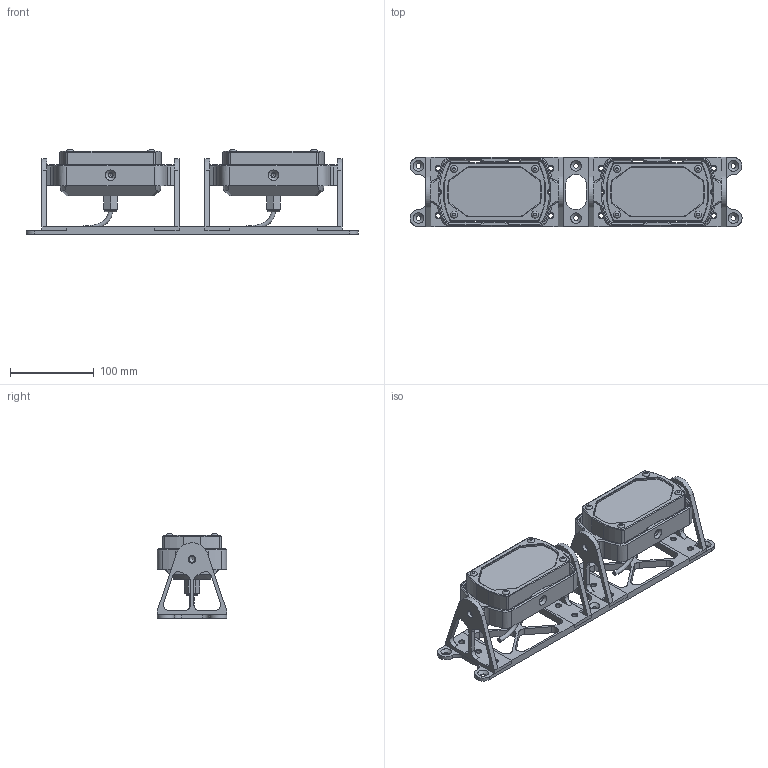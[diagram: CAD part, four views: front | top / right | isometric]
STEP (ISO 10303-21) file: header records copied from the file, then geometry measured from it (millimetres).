
FILE_DESCRIPTION(('FreeCAD Model'),'2;1');
FILE_NAME('Open CASCADE Shape Model','2025-04-26T23:22:50',('FreeCAD'),( 'FreeCAD'),'Open CASCADE STEP processor 7.6','FreeCAD','Unknown');
FILE_SCHEMA(('AUTOMOTIVE_DESIGN { 1 0 10303 214 1 1 1 1 }'));
Length unit declared in the file: millimetre
Products named in the file (1): Open CASCADE STEP translator 7.6 1
Bounding box: 395.4 x 82.69 x 100.9 mm (x, y, z)
Volume: 1067409 mm3; surface area: 225862.6 mm2
Topology: 9 solids, 9 shells, 648 faces, 1680 edges, 1062 vertices
Faces by surface type: bspline 648
Entity records: 21820 total; most frequent: CARTESIAN_POINT 12219, ORIENTED_EDGE 3336, EDGE_CURVE 1668, VERTEX_POINT 1062, B_SPLINE_CURVE_WITH_KNOTS 1020, FACE_BOUND 786, EDGE_LOOP 786, ADVANCED_FACE 648
